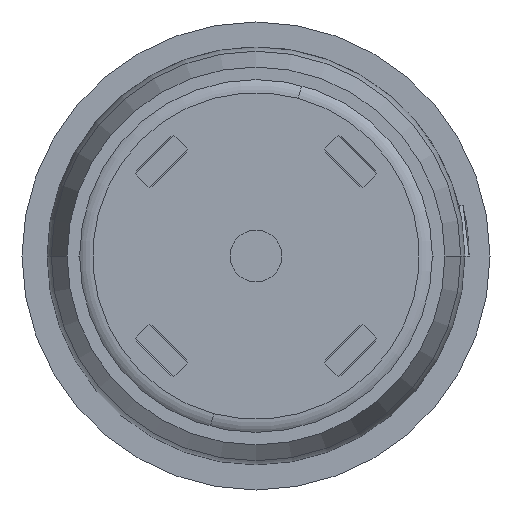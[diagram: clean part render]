
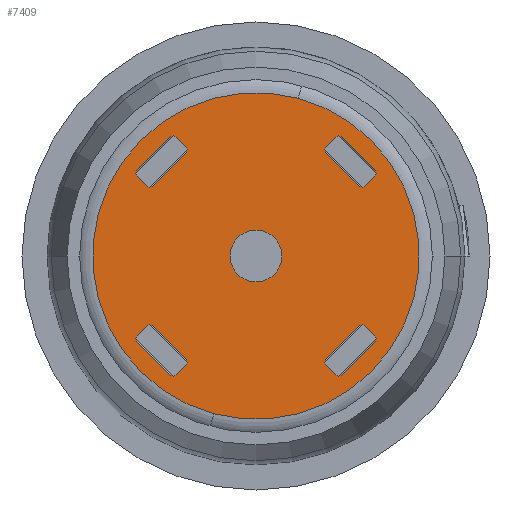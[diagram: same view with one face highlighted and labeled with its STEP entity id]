
A CAD part, front view. The second image highlights one B-rep face of the part: STEP entity #7409.
In plain terms, the highlighted planar face has unit normal (0, -1, 0).
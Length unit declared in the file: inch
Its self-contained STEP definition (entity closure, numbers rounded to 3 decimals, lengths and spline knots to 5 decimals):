
#7224=DIRECTION('',(0.707,0.,-0.707));
#7225=VECTOR('',#7224,0.028);
#7226=CARTESIAN_POINT('',(-0.14354,-0.329,0.10253));
#7227=LINE('',#7226,#7225);
#7228=DIRECTION('',(0.707,0.,0.707));
#7229=VECTOR('',#7228,0.058);
#7230=CARTESIAN_POINT('',(-0.12374,-0.329,0.08273));
#7231=LINE('',#7230,#7229);
#7232=DIRECTION('',(-0.707,0.,0.707));
#7233=VECTOR('',#7232,0.028);
#7234=CARTESIAN_POINT('',(-0.08273,-0.329,0.12374));
#7235=LINE('',#7234,#7233);
#7236=DIRECTION('',(-0.707,0.,-0.707));
#7237=VECTOR('',#7236,0.058);
#7238=CARTESIAN_POINT('',(-0.10253,-0.329,0.14354));
#7239=LINE('',#7238,#7237);
#7240=DIRECTION('',(0.707,0.,0.707));
#7241=VECTOR('',#7240,0.028);
#7242=CARTESIAN_POINT('',(-0.10253,-0.329,-0.14354));
#7243=LINE('',#7242,#7241);
#7244=DIRECTION('',(-0.707,0.,0.707));
#7245=VECTOR('',#7244,0.058);
#7246=CARTESIAN_POINT('',(-0.08273,-0.329,-0.12374));
#7247=LINE('',#7246,#7245);
#7248=DIRECTION('',(-0.707,0.,-0.707));
#7249=VECTOR('',#7248,0.028);
#7250=CARTESIAN_POINT('',(-0.12374,-0.329,-0.08273));
#7251=LINE('',#7250,#7249);
#7252=DIRECTION('',(0.707,0.,-0.707));
#7253=VECTOR('',#7252,0.058);
#7254=CARTESIAN_POINT('',(-0.14354,-0.329,-0.10253));
#7255=LINE('',#7254,#7253);
#7256=DIRECTION('',(-0.707,0.,0.707));
#7257=VECTOR('',#7256,0.028);
#7258=CARTESIAN_POINT('',(0.14354,-0.329,-0.10253));
#7259=LINE('',#7258,#7257);
#7260=DIRECTION('',(-0.707,0.,-0.707));
#7261=VECTOR('',#7260,0.058);
#7262=CARTESIAN_POINT('',(0.12374,-0.329,-0.08273));
#7263=LINE('',#7262,#7261);
#7264=DIRECTION('',(0.707,0.,-0.707));
#7265=VECTOR('',#7264,0.028);
#7266=CARTESIAN_POINT('',(0.08273,-0.329,-0.12374));
#7267=LINE('',#7266,#7265);
#7268=DIRECTION('',(0.707,0.,0.707));
#7269=VECTOR('',#7268,0.058);
#7270=CARTESIAN_POINT('',(0.10253,-0.329,-0.14354));
#7271=LINE('',#7270,#7269);
#7272=DIRECTION('',(-0.707,0.,-0.707));
#7273=VECTOR('',#7272,0.028);
#7274=CARTESIAN_POINT('',(0.10253,-0.329,0.14354));
#7275=LINE('',#7274,#7273);
#7276=DIRECTION('',(0.707,0.,-0.707));
#7277=VECTOR('',#7276,0.058);
#7278=CARTESIAN_POINT('',(0.08273,-0.329,0.12374));
#7279=LINE('',#7278,#7277);
#7280=DIRECTION('',(0.707,0.,0.707));
#7281=VECTOR('',#7280,0.028);
#7282=CARTESIAN_POINT('',(0.12374,-0.329,0.08273));
#7283=LINE('',#7282,#7281);
#7284=DIRECTION('',(-0.707,0.,0.707));
#7285=VECTOR('',#7284,0.058);
#7286=CARTESIAN_POINT('',(0.14354,-0.329,0.10253));
#7287=LINE('',#7286,#7285);
#7288=CARTESIAN_POINT('',(0.,-0.329,0.));
#7289=DIRECTION('',(0.,-1.,0.));
#7290=DIRECTION('',(0.259,0.,0.966));
#7291=AXIS2_PLACEMENT_3D('',#7288,#7289,#7290);
#7303=CARTESIAN_POINT('',(0.,-0.329,0.));
#7304=DIRECTION('',(0.,-1.,0.));
#7305=DIRECTION('',(-0.259,0.,-0.966));
#7306=AXIS2_PLACEMENT_3D('',#7303,#7304,#7305);
#7318=CARTESIAN_POINT('',(-0.14354,-0.329,0.10253));
#7319=CARTESIAN_POINT('',(-0.12374,-0.329,0.08273));
#7320=VERTEX_POINT('',#7318);
#7321=VERTEX_POINT('',#7319);
#7322=CARTESIAN_POINT('',(-0.08273,-0.329,0.12374));
#7323=VERTEX_POINT('',#7322);
#7324=CARTESIAN_POINT('',(-0.10253,-0.329,0.14354));
#7325=VERTEX_POINT('',#7324);
#7326=CARTESIAN_POINT('',(0.05056,-0.329,0.1887));
#7327=CARTESIAN_POINT('',(-0.05056,-0.329,-0.1887));
#7328=VERTEX_POINT('',#7326);
#7329=VERTEX_POINT('',#7327);
#7334=CARTESIAN_POINT('',(-0.10253,-0.329,-0.14354));
#7335=CARTESIAN_POINT('',(-0.08273,-0.329,-0.12374));
#7336=VERTEX_POINT('',#7334);
#7337=VERTEX_POINT('',#7335);
#7338=CARTESIAN_POINT('',(-0.12374,-0.329,-0.08273));
#7339=VERTEX_POINT('',#7338);
#7340=CARTESIAN_POINT('',(-0.14354,-0.329,-0.10253));
#7341=VERTEX_POINT('',#7340);
#7342=CARTESIAN_POINT('',(0.14354,-0.329,-0.10253));
#7343=CARTESIAN_POINT('',(0.12374,-0.329,-0.08273));
#7344=VERTEX_POINT('',#7342);
#7345=VERTEX_POINT('',#7343);
#7346=CARTESIAN_POINT('',(0.08273,-0.329,-0.12374));
#7347=VERTEX_POINT('',#7346);
#7348=CARTESIAN_POINT('',(0.10253,-0.329,-0.14354));
#7349=VERTEX_POINT('',#7348);
#7350=CARTESIAN_POINT('',(0.10253,-0.329,0.14354));
#7351=CARTESIAN_POINT('',(0.08273,-0.329,0.12374));
#7352=VERTEX_POINT('',#7350);
#7353=VERTEX_POINT('',#7351);
#7354=CARTESIAN_POINT('',(0.12374,-0.329,0.08273));
#7355=VERTEX_POINT('',#7354);
#7356=CARTESIAN_POINT('',(0.14354,-0.329,0.10253));
#7357=VERTEX_POINT('',#7356);
#7358=CARTESIAN_POINT('',(0.,-0.329,0.));
#7359=DIRECTION('',(0.,1.,0.));
#7360=DIRECTION('',(-0.259,0.,-0.966));
#7361=AXIS2_PLACEMENT_3D('',#7358,#7359,#7360);
#7362=PLANE('',#7361);
#7364=ORIENTED_EDGE('',*,*,#7363,.F.);
#7366=ORIENTED_EDGE('',*,*,#7365,.F.);
#7367=EDGE_LOOP('',(#7364,#7366));
#7368=FACE_OUTER_BOUND('',#7367,.F.);
#7370=ORIENTED_EDGE('',*,*,#7369,.T.);
#7372=ORIENTED_EDGE('',*,*,#7371,.T.);
#7374=ORIENTED_EDGE('',*,*,#7373,.T.);
#7376=ORIENTED_EDGE('',*,*,#7375,.T.);
#7377=EDGE_LOOP('',(#7370,#7372,#7374,#7376));
#7378=FACE_BOUND('',#7377,.F.);
#7380=ORIENTED_EDGE('',*,*,#7379,.T.);
#7382=ORIENTED_EDGE('',*,*,#7381,.T.);
#7384=ORIENTED_EDGE('',*,*,#7383,.T.);
#7386=ORIENTED_EDGE('',*,*,#7385,.T.);
#7387=EDGE_LOOP('',(#7380,#7382,#7384,#7386));
#7388=FACE_BOUND('',#7387,.F.);
#7390=ORIENTED_EDGE('',*,*,#7389,.T.);
#7392=ORIENTED_EDGE('',*,*,#7391,.T.);
#7394=ORIENTED_EDGE('',*,*,#7393,.T.);
#7396=ORIENTED_EDGE('',*,*,#7395,.T.);
#7397=EDGE_LOOP('',(#7390,#7392,#7394,#7396));
#7398=FACE_BOUND('',#7397,.F.);
#7400=ORIENTED_EDGE('',*,*,#7399,.T.);
#7402=ORIENTED_EDGE('',*,*,#7401,.T.);
#7404=ORIENTED_EDGE('',*,*,#7403,.T.);
#7406=ORIENTED_EDGE('',*,*,#7405,.T.);
#7407=EDGE_LOOP('',(#7400,#7402,#7404,#7406));
#7408=FACE_BOUND('',#7407,.F.);
#7409=ADVANCED_FACE('',(#7368,#7378,#7388,#7398,#7408),#7362,.F.);
#7292=CIRCLE('',#7291,0.19536);
#7307=CIRCLE('',#7306,0.19536);
#7363=EDGE_CURVE('',#7328,#7329,#7292,.T.);
#7365=EDGE_CURVE('',#7329,#7328,#7307,.T.);
#7369=EDGE_CURVE('',#7320,#7321,#7227,.T.);
#7371=EDGE_CURVE('',#7321,#7323,#7231,.T.);
#7373=EDGE_CURVE('',#7323,#7325,#7235,.T.);
#7375=EDGE_CURVE('',#7325,#7320,#7239,.T.);
#7379=EDGE_CURVE('',#7336,#7337,#7243,.T.);
#7381=EDGE_CURVE('',#7337,#7339,#7247,.T.);
#7383=EDGE_CURVE('',#7339,#7341,#7251,.T.);
#7385=EDGE_CURVE('',#7341,#7336,#7255,.T.);
#7389=EDGE_CURVE('',#7344,#7345,#7259,.T.);
#7391=EDGE_CURVE('',#7345,#7347,#7263,.T.);
#7393=EDGE_CURVE('',#7347,#7349,#7267,.T.);
#7395=EDGE_CURVE('',#7349,#7344,#7271,.T.);
#7399=EDGE_CURVE('',#7352,#7353,#7275,.T.);
#7401=EDGE_CURVE('',#7353,#7355,#7279,.T.);
#7403=EDGE_CURVE('',#7355,#7357,#7283,.T.);
#7405=EDGE_CURVE('',#7357,#7352,#7287,.T.);
